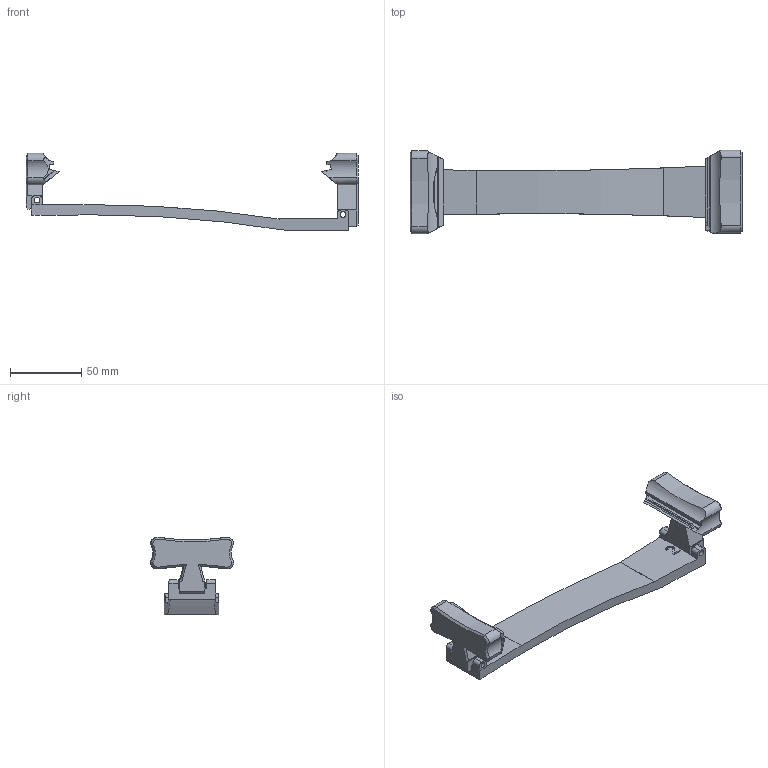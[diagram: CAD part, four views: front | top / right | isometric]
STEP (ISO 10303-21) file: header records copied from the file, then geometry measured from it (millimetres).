
FILE_DESCRIPTION(/* description */ (''),/* implementation_level */ '2;1');
FILE_NAME(/* name */ 'CMPSR.step',/* time_stamp */ '2023-04-02T22:21:48-04:00',/* author */ (''),/* organization */ (''),/* preprocessor_version */ 'ST-DEVELOPER v19.2',/* originating_system */ 'Autodesk Translation Framework v11.17.0.187',/* authorisation */ '');
FILE_SCHEMA (('AUTOMOTIVE_DESIGN { 1 0 10303 214 3 1 1 }'));
Length unit declared in the file: inch
Products named in the file (7): New Shoulder rest (v3~recovered); 3d printer making space v3; v2 left v1; v2 Right v1; assembly v10; my violin v20; Component8
Assembly tree (6 placements, depth 4):
  New Shoulder rest (v3~recovered)
    3d printer making space v3
      v2 left v1
      v2 Right v1
    assembly v10
      my violin v20
        Component8
Bounding box: 232.46 x 58.54 x 54.13 mm (x, y, z)
Volume: 103897.7 mm3; surface area: 33630.9 mm2
Topology: 3 solids, 3 shells, 357 faces, 967 edges, 619 vertices
Faces by surface type: plane 158, bspline 118, cylinder 60, cone 18, sphere 3
Full cylindrical faces by diameter (mm): 4 x6
Entity records: 14202 total; most frequent: CARTESIAN_POINT 5817, ORIENTED_EDGE 1934, DIRECTION 1358, EDGE_CURVE 967, VERTEX_POINT 619, LINE 486, VECTOR 486, AXIS2_PLACEMENT_3D 436
